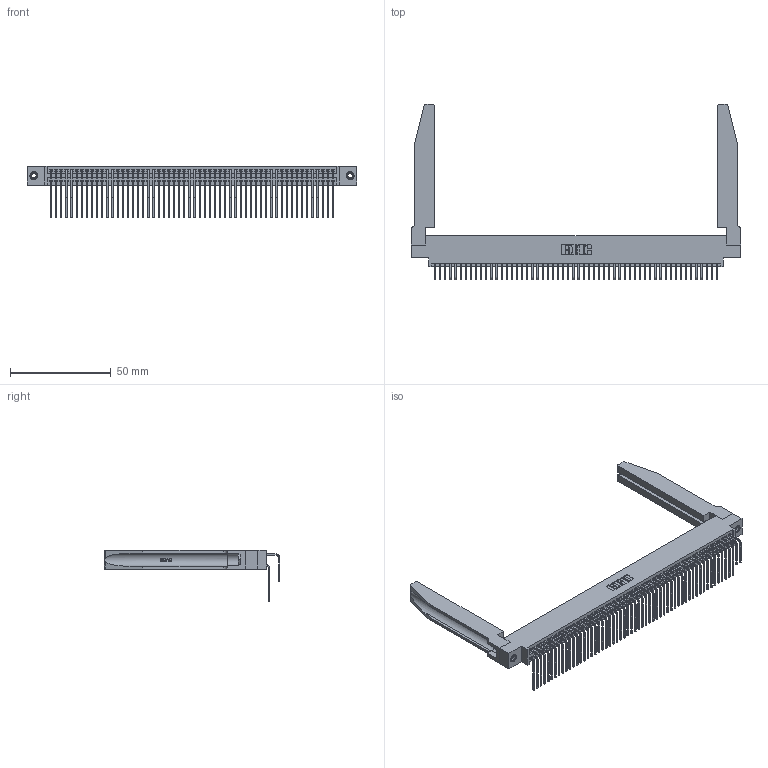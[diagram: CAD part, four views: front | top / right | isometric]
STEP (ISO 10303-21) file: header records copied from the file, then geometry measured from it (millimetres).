
FILE_DESCRIPTION (( 'STEP AP203' ), '1' );
FILE_NAME ('395-112-558-878.STEP', '2019-10-27T16:26:40', ( '' ), ( '' ), 'SwSTEP 2.0', 'SolidWorks 2016', '' );
FILE_SCHEMA (( 'CONFIG_CONTROL_DESIGN' ));
Length unit declared in the file: inch
Products named in the file (6): 345-250-001_345-250-001-102; 345-220-078_345-220-078; 395-112-558-878; 345-292-001_558 Tail - 2; 345 Part_0.170 Offset - 0.156 Dia-TH; 345-292-001_558 559 Tail - 1
Assembly tree (117 placements, depth 2):
  395-112-558-878
    345 Part_0.170 Offset - 0.156 Dia-TH
    345-292-001_558 559 Tail - 1  x56
    345-292-001_558 Tail - 2  x56
    345-250-001_345-250-001-102  x2
    345-220-078_345-220-078  x2
Bounding box: 163.47 x 87.11 x 25.53 mm (x, y, z)
Volume: 24313.2 mm3; surface area: 34744.2 mm2
Topology: 117 solids, 117 shells, 6188 faces, 18321 edges, 12054 vertices
Faces by surface type: plane 4146, cylinder 1990, bspline 36, cone 12, torus 4
Entity records: 48578 total; most frequent: CARTESIAN_POINT 9094, ORIENTED_EDGE 7874, DIRECTION 6967, EDGE_CURVE 3937, LINE 3447, VECTOR 3447, VERTEX_POINT 2616, AXIS2_PLACEMENT_3D 1760
